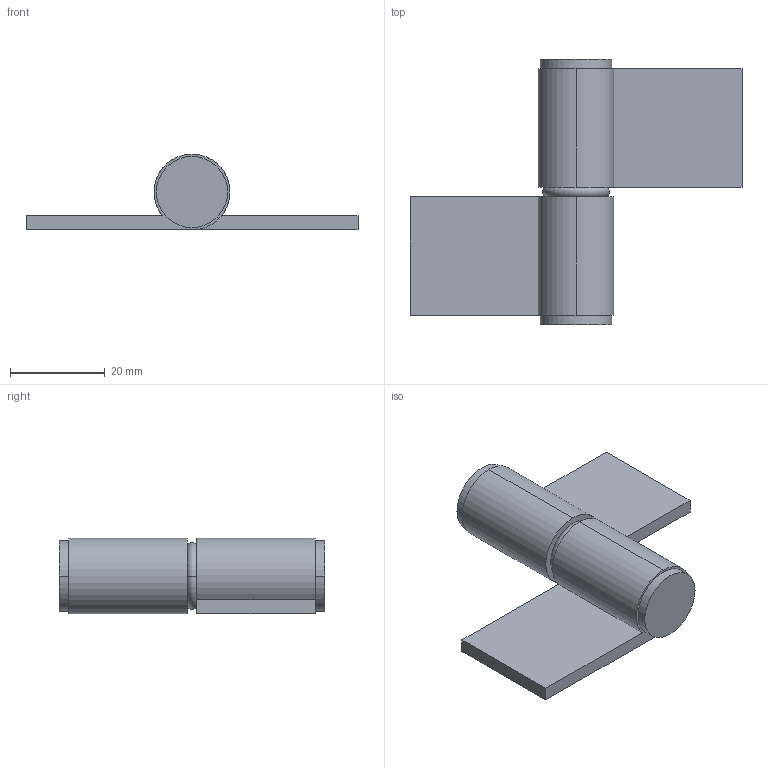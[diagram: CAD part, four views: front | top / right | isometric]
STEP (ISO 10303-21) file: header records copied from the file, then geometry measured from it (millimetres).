
FILE_DESCRIPTION (( 'STEP AP203' ), '1' );
FILE_NAME ('B-1003-6-R.STEP', '2015-08-27T05:56:25', ( '' ), ( '' ), 'SwSTEP 2.0', 'SolidWorks 2012', '' );
FILE_SCHEMA (( 'CONFIG_CONTROL_DESIGN' ));
Length unit declared in the file: millimetre
Products named in the file (4): B-1003-6キャップ_; B-1003-6ピン; B-1003-6ヒンジ_; B-1003-6-R
Assembly tree (5 placements, depth 2):
  B-1003-6-R
    B-1003-6ピン
    B-1003-6ヒンジ_  x2
    B-1003-6キャップ_  x2
Bounding box: 70 x 56 x 16 mm (x, y, z)
Volume: 14779.1 mm3; surface area: 10538.9 mm2
Topology: 5 solids, 5 shells, 42 faces, 84 edges, 56 vertices
Faces by surface type: cylinder 20, plane 20, torus 2
Entity records: 1167 total; most frequent: DIRECTION 149, CARTESIAN_POINT 119, ORIENTED_EDGE 102, AXIS2_PLACEMENT_3D 64, EDGE_CURVE 51, PERSON_AND_ORGANIZATION 37, VERTEX_POINT 34, EDGE_LOOP 31
